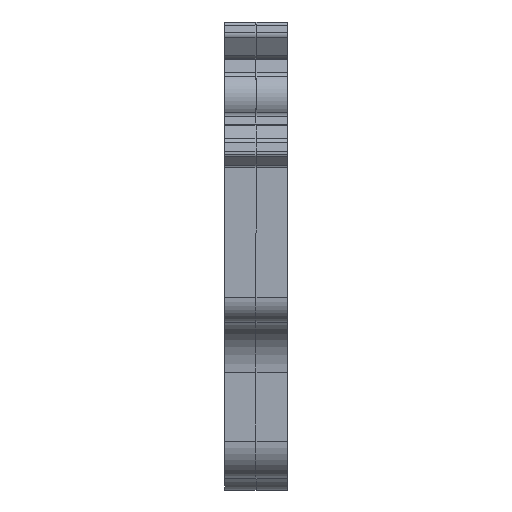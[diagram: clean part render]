
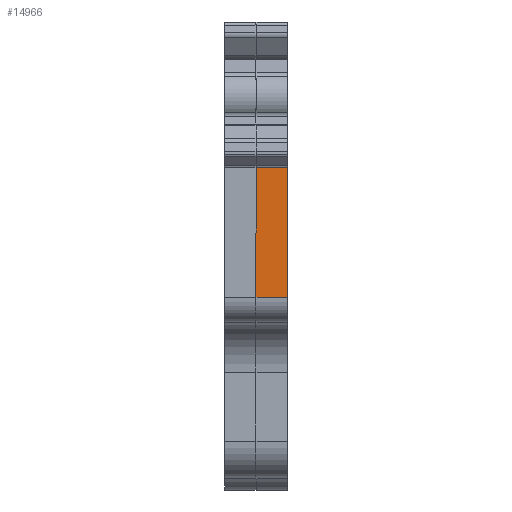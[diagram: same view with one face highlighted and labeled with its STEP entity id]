
A CAD part, left-side view. The second image highlights one B-rep face of the part: STEP entity #14966.
In plain terms, the highlighted face is planar.
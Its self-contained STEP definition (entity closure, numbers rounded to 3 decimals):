
#398 = VECTOR ( 'NONE', #6550, 1000. ) ;
#802 = CARTESIAN_POINT ( 'NONE',  ( 2.5, 19.823, 4.343 ) ) ;
#1444 = CARTESIAN_POINT ( 'NONE',  ( 2.5, 19.823, 7.843 ) ) ;
#2066 = EDGE_CURVE ( 'NONE', #13337, #14124, #10834, .T. ) ;
#2094 = EDGE_CURVE ( 'NONE', #14470, #13342, #15538, .T. ) ;
#3864 = ORIENTED_EDGE ( 'NONE', *, *, #2094, .T. ) ;
#4283 = EDGE_LOOP ( 'NONE', ( #9368, #3864, #7433, #14995 ) ) ;
#4329 = CARTESIAN_POINT ( 'NONE',  ( -68.004, 19.823, 18.197 ) ) ;
#4707 = CARTESIAN_POINT ( 'NONE',  ( 0., 19.823, 4.343 ) ) ;
#5017 = CARTESIAN_POINT ( 'NONE',  ( 0.05, 19.823, 4.343 ) ) ;
#5334 = CARTESIAN_POINT ( 'NONE',  ( 0., 19.823, 18.197 ) ) ;
#6011 = DIRECTION ( 'NONE',  ( 1., 0., 0. ) ) ;
#6212 = EDGE_CURVE ( 'NONE', #13337, #14470, #9177, .T. ) ;
#6550 = DIRECTION ( 'NONE',  ( 1., 0., 0. ) ) ;
#6968 = CARTESIAN_POINT ( 'NONE',  ( 0., 19.823, 7.843 ) ) ;
#7433 = ORIENTED_EDGE ( 'NONE', *, *, #12923, .F. ) ;
#7824 = LINE ( 'NONE', #14812, #398 ) ;
#8958 = DIRECTION ( 'NONE',  ( 0., 0., 1. ) ) ;
#9177 = LINE ( 'NONE', #4329, #13029 ) ;
#9368 = ORIENTED_EDGE ( 'NONE', *, *, #6212, .T. ) ;
#10098 = DIRECTION ( 'NONE',  ( 0., -1., 0. ) ) ;
#10834 = LINE ( 'NONE', #4707, #12567 ) ;
#11047 = PLANE ( 'NONE',  #15186 ) ;
#11275 = FACE_OUTER_BOUND ( 'NONE', #4283, .T. ) ;
#11789 = DIRECTION ( 'NONE',  ( 0., 0., -1. ) ) ;
#12184 = CARTESIAN_POINT ( 'NONE',  ( 2.5, 19.823, 18.197 ) ) ;
#12567 = VECTOR ( 'NONE', #11789, 1000. ) ;
#12923 = EDGE_CURVE ( 'NONE', #14124, #13342, #7824, .T. ) ;
#13029 = VECTOR ( 'NONE', #6011, 1000. ) ;
#13337 = VERTEX_POINT ( 'NONE', #5334 ) ;
#13342 = VERTEX_POINT ( 'NONE', #1444 ) ;
#13580 = VECTOR ( 'NONE', #15377, 1000. ) ;
#14124 = VERTEX_POINT ( 'NONE', #6968 ) ;
#14470 = VERTEX_POINT ( 'NONE', #12184 ) ;
#14812 = CARTESIAN_POINT ( 'NONE',  ( 0.05, 19.823, 7.843 ) ) ;
#14966 = ADVANCED_FACE ( 'NONE', ( #11275 ), #11047, .F. ) ;
#14995 = ORIENTED_EDGE ( 'NONE', *, *, #2066, .F. ) ;
#15186 = AXIS2_PLACEMENT_3D ( 'NONE', #5017, #10098, #8958 ) ;
#15377 = DIRECTION ( 'NONE',  ( 0., 0., -1. ) ) ;
#15538 = LINE ( 'NONE', #802, #13580 ) ;
